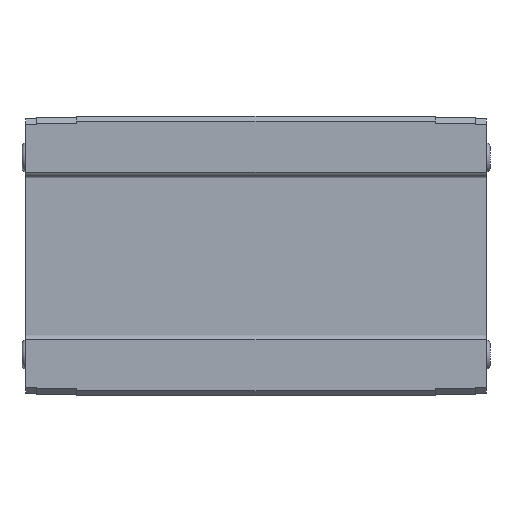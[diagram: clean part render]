
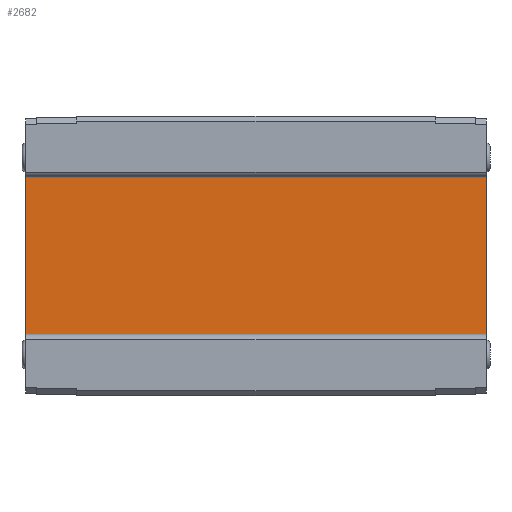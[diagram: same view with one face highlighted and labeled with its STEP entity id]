
A CAD part, front view. The second image highlights one B-rep face of the part: STEP entity #2682.
In plain terms, the highlighted planar face has unit normal (0, -1, 0).
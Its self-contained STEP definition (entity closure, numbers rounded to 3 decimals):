
#1094 = CARTESIAN_POINT ( 'NONE',  ( -24.75, 4., 8.7 ) ) ;
#1095 = DIRECTION ( 'NONE',  ( 0., 0., 1. ) ) ;
#1096 = VECTOR ( 'NONE', #1095, 1000. ) ;
#1097 = CARTESIAN_POINT ( 'NONE',  ( -24.75, 4., -8.7 ) ) ;
#1098 = LINE ( 'NONE', #1097, #1096 ) ;
#1352 = CARTESIAN_POINT ( 'NONE',  ( -24.75, 4., -8.7 ) ) ;
#1578 = CARTESIAN_POINT ( 'NONE',  ( 24.75, 4., 8.7 ) ) ;
#1588 = DIRECTION ( 'NONE',  ( 0., 0., -1. ) ) ;
#1589 = VECTOR ( 'NONE', #1588, 1000. ) ;
#1590 = CARTESIAN_POINT ( 'NONE',  ( 24.75, 4., 8.7 ) ) ;
#1591 = LINE ( 'NONE', #1590, #1589 ) ;
#1597 = CARTESIAN_POINT ( 'NONE',  ( 24.75, 4., -8.7 ) ) ;
#1737 = DIRECTION ( 'NONE',  ( -1., 0., 0. ) ) ;
#1738 = VECTOR ( 'NONE', #1737, 1000. ) ;
#1739 = CARTESIAN_POINT ( 'NONE',  ( 19.25, 4., 8.7 ) ) ;
#1740 = LINE ( 'NONE', #1739, #1738 ) ;
#1741 = DIRECTION ( 'NONE',  ( -1., 0., 0. ) ) ;
#1742 = VECTOR ( 'NONE', #1741, 1000. ) ;
#1743 = CARTESIAN_POINT ( 'NONE',  ( 19.25, 4., -8.7 ) ) ;
#1744 = LINE ( 'NONE', #1743, #1742 ) ;
#1746 = DIRECTION ( 'NONE',  ( 0., 0., 1. ) ) ;
#1747 = DIRECTION ( 'NONE',  ( 0., 1., 0. ) ) ;
#1748 = CARTESIAN_POINT ( 'NONE',  ( 19.25, 4., 8.7 ) ) ;
#1749 = AXIS2_PLACEMENT_3D ( 'NONE', #1748, #1747, #1746 ) ;
#1750 = PLANE ( 'NONE',  #1749 ) ;
#1751 = FACE_OUTER_BOUND ( 'NONE', #2686, .T. ) ;
#2370 = EDGE_CURVE ( 'NONE', #2533, #2372, #1098, .T. ) ;
#2372 = VERTEX_POINT ( 'NONE', #1094 ) ;
#2533 = VERTEX_POINT ( 'NONE', #1352 ) ;
#2579 = VERTEX_POINT ( 'NONE', #1597 ) ;
#2582 = EDGE_CURVE ( 'NONE', #2588, #2579, #1591, .T. ) ;
#2588 = VERTEX_POINT ( 'NONE', #1578 ) ;
#2682 = ADVANCED_FACE ( 'NONE', ( #1751 ), #1750, .F. ) ;
#2683 = ORIENTED_EDGE ( 'NONE', *, *, #2685, .F. ) ;
#2684 = ORIENTED_EDGE ( 'NONE', *, *, #2691, .T. ) ;
#2685 = EDGE_CURVE ( 'NONE', #2579, #2533, #1744, .T. ) ;
#2686 = EDGE_LOOP ( 'NONE', ( #2684, #2687, #2683, #2704 ) ) ;
#2687 = ORIENTED_EDGE ( 'NONE', *, *, #2370, .F. ) ;
#2691 = EDGE_CURVE ( 'NONE', #2588, #2372, #1740, .T. ) ;
#2704 = ORIENTED_EDGE ( 'NONE', *, *, #2582, .F. ) ;
